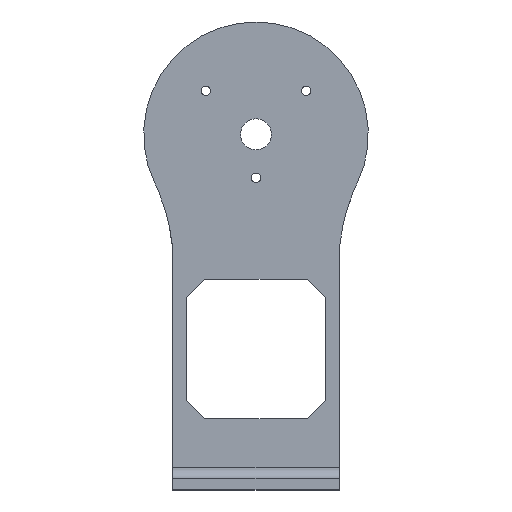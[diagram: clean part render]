
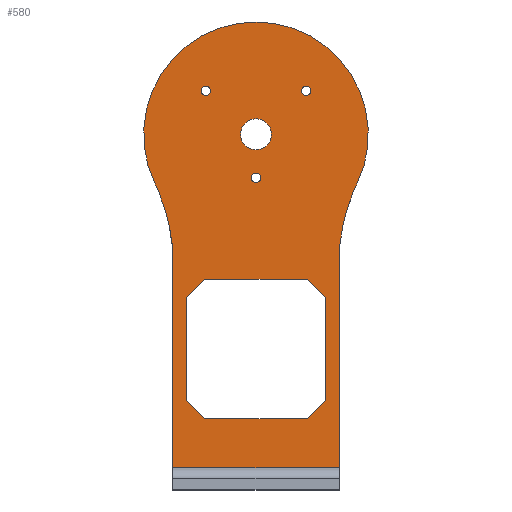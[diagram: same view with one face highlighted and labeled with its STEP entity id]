
A CAD part, top view. The second image highlights one B-rep face of the part: STEP entity #580.
In plain terms, the highlighted planar face has unit normal (0, 0, 1).
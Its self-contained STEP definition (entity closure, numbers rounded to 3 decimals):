
#26=B_SPLINE_CURVE_WITH_KNOTS('',3,(#910,#911,#912,#913,#914,#915,#916),
 .UNSPECIFIED.,.F.,.F.,(4,3,4),(0.,0.151,0.305),
 .UNSPECIFIED.);
#28=B_SPLINE_CURVE_WITH_KNOTS('',3,(#939,#940,#941,#942,#943,#944,#945),
 .UNSPECIFIED.,.F.,.F.,(4,3,4),(0.,0.145,0.289),
 .UNSPECIFIED.);
#30=B_SPLINE_CURVE_WITH_KNOTS('',3,(#967,#968,#969,#970,#971,#972),
 .UNSPECIFIED.,.F.,.F.,(4,2,4),(0.,0.753,1.506),
 .UNSPECIFIED.);
#32=B_SPLINE_CURVE_WITH_KNOTS('',3,(#993,#994,#995,#996,#997,#998,#999),
 .UNSPECIFIED.,.F.,.F.,(4,3,4),(0.,0.759,1.511),
 .UNSPECIFIED.);
#51=FACE_BOUND('',#138,.T.);
#52=FACE_BOUND('',#139,.T.);
#53=FACE_BOUND('',#140,.T.);
#54=FACE_BOUND('',#141,.T.);
#55=FACE_BOUND('',#142,.T.);
#65=CIRCLE('',#610,1.25);
#67=CIRCLE('',#613,1.25);
#69=CIRCLE('',#616,1.25);
#73=CIRCLE('',#631,30.);
#77=CIRCLE('',#637,4.15);
#105=FACE_OUTER_BOUND('',#137,.T.);
#137=EDGE_LOOP('',(#499,#500,#501,#502,#503,#504,#505,#506));
#138=EDGE_LOOP('',(#507));
#139=EDGE_LOOP('',(#508));
#140=EDGE_LOOP('',(#509));
#141=EDGE_LOOP('',(#510,#511,#512,#513,#514,#515,#516,#517));
#142=EDGE_LOOP('',(#518));
#156=LINE('',#802,#208);
#165=LINE('',#843,#217);
#169=LINE('',#851,#221);
#172=LINE('',#857,#224);
#175=LINE('',#863,#227);
#178=LINE('',#869,#230);
#181=LINE('',#875,#233);
#184=LINE('',#881,#236);
#187=LINE('',#886,#239);
#195=LINE('',#1014,#247);
#199=LINE('',#1027,#251);
#208=VECTOR('',#659,10.);
#217=VECTOR('',#704,10.);
#221=VECTOR('',#710,10.);
#224=VECTOR('',#715,10.);
#227=VECTOR('',#720,10.);
#230=VECTOR('',#725,10.);
#233=VECTOR('',#730,10.);
#236=VECTOR('',#735,10.);
#239=VECTOR('',#740,10.);
#247=VECTOR('',#758,10.);
#251=VECTOR('',#774,10.);
#260=VERTEX_POINT('',#799);
#261=VERTEX_POINT('',#801);
#266=VERTEX_POINT('',#815);
#268=VERTEX_POINT('',#821);
#270=VERTEX_POINT('',#827);
#274=VERTEX_POINT('',#841);
#275=VERTEX_POINT('',#842);
#278=VERTEX_POINT('',#850);
#280=VERTEX_POINT('',#856);
#282=VERTEX_POINT('',#862);
#284=VERTEX_POINT('',#868);
#286=VERTEX_POINT('',#874);
#288=VERTEX_POINT('',#880);
#290=VERTEX_POINT('',#889);
#291=VERTEX_POINT('',#890);
#294=VERTEX_POINT('',#909);
#296=VERTEX_POINT('',#938);
#298=VERTEX_POINT('',#992);
#301=VERTEX_POINT('',#1012);
#303=VERTEX_POINT('',#1019);
#313=EDGE_CURVE('',#261,#260,#156,.T.);
#320=EDGE_CURVE('',#266,#266,#65,.T.);
#323=EDGE_CURVE('',#268,#268,#67,.T.);
#326=EDGE_CURVE('',#270,#270,#69,.T.);
#333=EDGE_CURVE('',#274,#275,#165,.T.);
#337=EDGE_CURVE('',#275,#278,#169,.T.);
#340=EDGE_CURVE('',#278,#280,#172,.T.);
#343=EDGE_CURVE('',#280,#282,#175,.T.);
#346=EDGE_CURVE('',#282,#284,#178,.T.);
#349=EDGE_CURVE('',#284,#286,#181,.T.);
#352=EDGE_CURVE('',#286,#288,#184,.T.);
#355=EDGE_CURVE('',#288,#274,#187,.T.);
#357=EDGE_CURVE('',#290,#291,#73,.T.);
#361=EDGE_CURVE('',#294,#290,#26,.T.);
#364=EDGE_CURVE('',#291,#296,#28,.T.);
#367=EDGE_CURVE('',#260,#294,#30,.T.);
#369=EDGE_CURVE('',#296,#298,#32,.T.);
#374=EDGE_CURVE('',#298,#301,#195,.T.);
#377=EDGE_CURVE('',#303,#303,#77,.T.);
#381=EDGE_CURVE('',#261,#301,#199,.T.);
#499=ORIENTED_EDGE('',*,*,#313,.T.);
#500=ORIENTED_EDGE('',*,*,#367,.T.);
#501=ORIENTED_EDGE('',*,*,#361,.T.);
#502=ORIENTED_EDGE('',*,*,#357,.T.);
#503=ORIENTED_EDGE('',*,*,#364,.T.);
#504=ORIENTED_EDGE('',*,*,#369,.T.);
#505=ORIENTED_EDGE('',*,*,#374,.T.);
#506=ORIENTED_EDGE('',*,*,#381,.F.);
#507=ORIENTED_EDGE('',*,*,#320,.T.);
#508=ORIENTED_EDGE('',*,*,#323,.T.);
#509=ORIENTED_EDGE('',*,*,#326,.T.);
#510=ORIENTED_EDGE('',*,*,#346,.T.);
#511=ORIENTED_EDGE('',*,*,#349,.T.);
#512=ORIENTED_EDGE('',*,*,#352,.T.);
#513=ORIENTED_EDGE('',*,*,#355,.T.);
#514=ORIENTED_EDGE('',*,*,#333,.T.);
#515=ORIENTED_EDGE('',*,*,#337,.T.);
#516=ORIENTED_EDGE('',*,*,#340,.T.);
#517=ORIENTED_EDGE('',*,*,#343,.T.);
#518=ORIENTED_EDGE('',*,*,#377,.T.);
#552=PLANE('',#642);
#580=ADVANCED_FACE('',(#105,#51,#52,#53,#54,#55),#552,.T.);
#610=AXIS2_PLACEMENT_3D('',#816,#673,#674);
#613=AXIS2_PLACEMENT_3D('',#822,#680,#681);
#616=AXIS2_PLACEMENT_3D('',#828,#687,#688);
#631=AXIS2_PLACEMENT_3D('',#891,#744,#745);
#637=AXIS2_PLACEMENT_3D('',#1020,#764,#765);
#642=AXIS2_PLACEMENT_3D('',#1030,#778,#779);
#659=DIRECTION('',(0.,1.,0.));
#673=DIRECTION('center_axis',(0.,0.,
-1.));
#674=DIRECTION('ref_axis',(-1.,0.,0.));
#680=DIRECTION('center_axis',(0.,0.,
-1.));
#681=DIRECTION('ref_axis',(-1.,0.,0.));
#687=DIRECTION('center_axis',(0.,0.,
-1.));
#688=DIRECTION('ref_axis',(-1.,0.,0.));
#704=DIRECTION('',(0.,1.,0.));
#710=DIRECTION('',(0.707,0.707,0.));
#715=DIRECTION('',(1.,0.,0.));
#720=DIRECTION('',(0.707,-0.707,0.));
#725=DIRECTION('',(0.,-1.,0.));
#730=DIRECTION('',(-0.707,-0.707,0.));
#735=DIRECTION('',(-1.,0.,0.));
#740=DIRECTION('',(-0.707,0.707,0.));
#744=DIRECTION('center_axis',(0.,0.,
1.));
#745=DIRECTION('ref_axis',(-0.902,0.432,0.));
#758=DIRECTION('',(0.,-1.,0.));
#764=DIRECTION('center_axis',(0.,0.,
-1.));
#765=DIRECTION('ref_axis',(-1.,0.,0.));
#774=DIRECTION('',(-1.,0.,0.));
#778=DIRECTION('center_axis',(0.,0.,
1.));
#779=DIRECTION('ref_axis',(1.,0.,0.));
#799=CARTESIAN_POINT('',(57.25,64.811,-53.));
#801=CARTESIAN_POINT('',(57.25,6.,-53.));
#802=CARTESIAN_POINT('',(57.25,21.013,-53.));
#815=CARTESIAN_POINT('',(36.25,83.377,-53.));
#816=CARTESIAN_POINT('Origin',(35.,83.377,-53.));
#821=CARTESIAN_POINT('',(22.831,106.623,-53.));
#822=CARTESIAN_POINT('Origin',(21.581,106.623,-53.));
#827=CARTESIAN_POINT('',(49.669,106.624,-53.));
#828=CARTESIAN_POINT('Origin',(48.419,106.624,-53.));
#841=CARTESIAN_POINT('',(16.348,24.,-53.));
#842=CARTESIAN_POINT('',(16.348,51.3,-53.));
#843=CARTESIAN_POINT('',(16.348,14.257,-53.));
#850=CARTESIAN_POINT('',(21.348,56.3,-53.));
#851=CARTESIAN_POINT('',(4.99,39.942,-53.));
#856=CARTESIAN_POINT('',(48.648,56.3,-53.));
#857=CARTESIAN_POINT('',(41.824,56.3,-53.));
#862=CARTESIAN_POINT('',(53.648,51.3,-53.));
#863=CARTESIAN_POINT('',(67.508,37.441,-53.));
#868=CARTESIAN_POINT('',(53.648,24.,-53.));
#869=CARTESIAN_POINT('',(53.648,0.607,-53.));
#874=CARTESIAN_POINT('',(48.648,19.,-53.));
#875=CARTESIAN_POINT('',(34.79,5.142,-53.));
#880=CARTESIAN_POINT('',(21.348,19.,-53.));
#881=CARTESIAN_POINT('',(28.174,19.,-53.));
#886=CARTESIAN_POINT('',(32.708,7.641,-53.));
#889=CARTESIAN_POINT('',(62.062,82.052,-53.));
#890=CARTESIAN_POINT('',(7.938,82.052,-53.));
#891=CARTESIAN_POINT('Origin',(35.,95.,-53.));
#909=CARTESIAN_POINT('',(60.894,79.411,-53.));
#910=CARTESIAN_POINT('Ctrl Pts',(60.894,79.411,-53.));
#911=CARTESIAN_POINT('Ctrl Pts',(61.084,79.878,-53.));
#912=CARTESIAN_POINT('Ctrl Pts',(61.262,80.296,-53.));
#913=CARTESIAN_POINT('Ctrl Pts',(61.454,80.732,-53.));
#914=CARTESIAN_POINT('Ctrl Pts',(61.65,81.175,-53.));
#915=CARTESIAN_POINT('Ctrl Pts',(61.853,81.615,-53.));
#916=CARTESIAN_POINT('Ctrl Pts',(62.062,82.052,-53.));
#938=CARTESIAN_POINT('',(9.106,79.411,-53.));
#939=CARTESIAN_POINT('Ctrl Pts',(7.938,82.052,-53.));
#940=CARTESIAN_POINT('Ctrl Pts',(8.147,81.615,-53.));
#941=CARTESIAN_POINT('Ctrl Pts',(8.35,81.175,-53.));
#942=CARTESIAN_POINT('Ctrl Pts',(8.546,80.732,-53.));
#943=CARTESIAN_POINT('Ctrl Pts',(8.739,80.294,-53.));
#944=CARTESIAN_POINT('Ctrl Pts',(8.926,79.854,-53.));
#945=CARTESIAN_POINT('Ctrl Pts',(9.106,79.411,-53.));
#967=CARTESIAN_POINT('Ctrl Pts',(57.25,64.811,-53.));
#968=CARTESIAN_POINT('Ctrl Pts',(57.528,67.305,-53.));
#969=CARTESIAN_POINT('Ctrl Pts',(57.963,69.791,-53.));
#970=CARTESIAN_POINT('Ctrl Pts',(59.172,74.682,-53.));
#971=CARTESIAN_POINT('Ctrl Pts',(59.944,77.077,-53.));
#972=CARTESIAN_POINT('Ctrl Pts',(60.894,79.411,-53.));
#992=CARTESIAN_POINT('',(12.75,64.811,-53.));
#993=CARTESIAN_POINT('Ctrl Pts',(9.106,79.411,-53.));
#994=CARTESIAN_POINT('Ctrl Pts',(10.059,77.068,-53.));
#995=CARTESIAN_POINT('Ctrl Pts',(10.834,74.663,-53.));
#996=CARTESIAN_POINT('Ctrl Pts',(11.44,72.208,-53.));
#997=CARTESIAN_POINT('Ctrl Pts',(12.041,69.772,-53.));
#998=CARTESIAN_POINT('Ctrl Pts',(12.473,67.296,-53.));
#999=CARTESIAN_POINT('Ctrl Pts',(12.75,64.811,-53.));
#1012=CARTESIAN_POINT('',(12.75,6.,-53.));
#1014=CARTESIAN_POINT('',(12.75,-11.393,-53.));
#1019=CARTESIAN_POINT('',(39.15,95.,-53.));
#1020=CARTESIAN_POINT('Origin',(35.,95.,-53.));
#1027=CARTESIAN_POINT('',(35.,6.,-53.));
#1030=CARTESIAN_POINT('Origin',(35.,-22.786,-53.));
